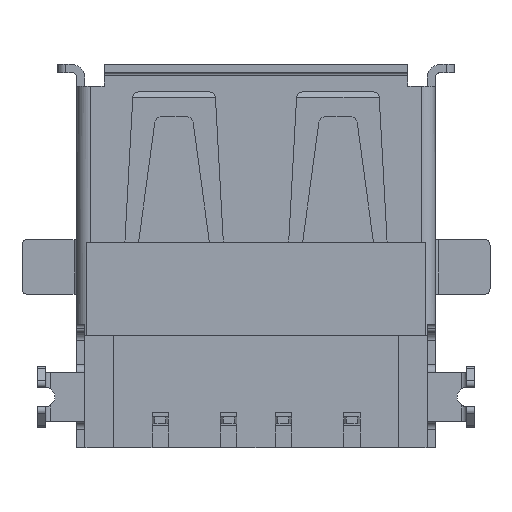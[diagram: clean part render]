
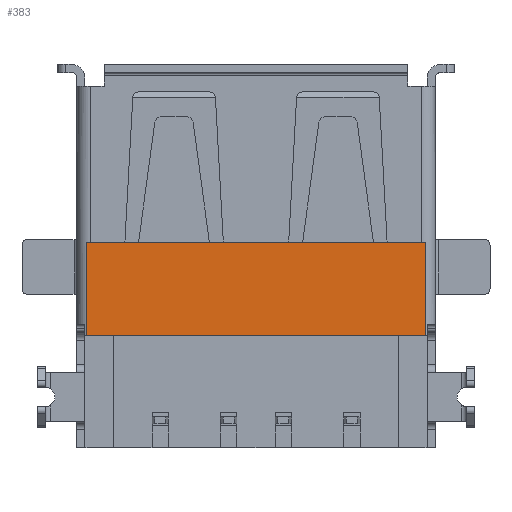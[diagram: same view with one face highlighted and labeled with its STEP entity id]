
A CAD part, front view. The second image highlights one B-rep face of the part: STEP entity #383.
In plain terms, the highlighted planar face has unit normal (0, -1, 0).
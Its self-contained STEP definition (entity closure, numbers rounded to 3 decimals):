
#383=ADVANCED_FACE('',(#1268),#1269,.T.);
#1268=FACE_OUTER_BOUND('',#2363,.T.);
#1269=PLANE('',#2364);
#2363=EDGE_LOOP('',(#5833,#5834,#5835,#5836));
#2364=AXIS2_PLACEMENT_3D('',#5837,#5838,#5839);
#5833=ORIENTED_EDGE('',*,*,#8256,.T.);
#5834=ORIENTED_EDGE('',*,*,#8726,.F.);
#5835=ORIENTED_EDGE('',*,*,#8727,.F.);
#5836=ORIENTED_EDGE('',*,*,#8728,.T.);
#5837=CARTESIAN_POINT('',(-6.2,-0.77,-5.691));
#5838=DIRECTION('',(0.0,-1.0,0.0));
#5839=DIRECTION('',(0.0,0.0,-1.0));
#8256=EDGE_CURVE('',#10321,#10319,#10322,.T.);
#8726=EDGE_CURVE('',#11117,#10319,#11119,.T.);
#8727=EDGE_CURVE('',#11120,#11117,#11121,.T.);
#8728=EDGE_CURVE('',#11120,#10321,#11122,.T.);
#10319=VERTEX_POINT('',#13543);
#10321=VERTEX_POINT('',#13546);
#10322=LINE('',#13547,#13548);
#11117=VERTEX_POINT('',#14724);
#11119=LINE('',#14727,#14728);
#11120=VERTEX_POINT('',#14729);
#11121=LINE('',#14730,#14731);
#11122=LINE('',#14732,#14733);
#13543=CARTESIAN_POINT('',(6.2,-0.77,-9.1));
#13546=CARTESIAN_POINT('',(-6.2,-0.77,-9.1));
#13547=CARTESIAN_POINT('',(-6.2,-0.77,-9.1));
#13548=VECTOR('',#16696,12.4);
#14724=CARTESIAN_POINT('',(6.2,-0.77,-5.691));
#14727=CARTESIAN_POINT('',(6.2,-0.77,-5.691));
#14728=VECTOR('',#17420,3.409);
#14729=CARTESIAN_POINT('',(-6.2,-0.77,-5.691));
#14730=CARTESIAN_POINT('',(-6.2,-0.77,-5.691));
#14731=VECTOR('',#17421,12.4);
#14732=CARTESIAN_POINT('',(-6.2,-0.77,-5.691));
#14733=VECTOR('',#17422,3.409);
#16696=DIRECTION('',(1.0,0.0,0.0));
#17420=DIRECTION('',(0.0,0.0,-1.0));
#17421=DIRECTION('',(1.0,0.0,0.0));
#17422=DIRECTION('',(0.0,0.0,-1.0));
